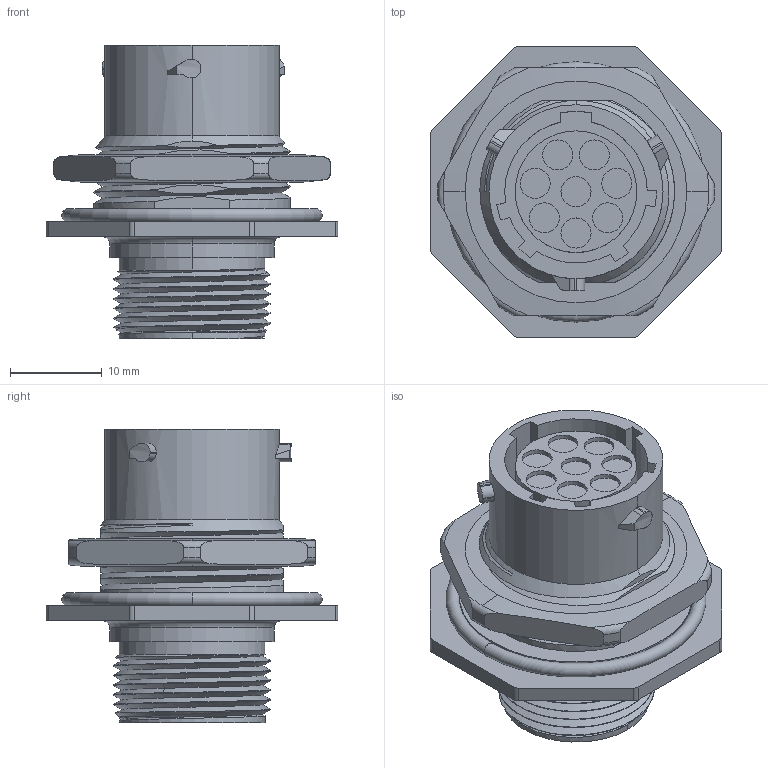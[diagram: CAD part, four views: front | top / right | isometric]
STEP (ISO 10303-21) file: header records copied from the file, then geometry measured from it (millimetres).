
FILE_DESCRIPTION((''),'2;1');
FILE_NAME('UT07128SHX_CATALOGUE','2010-11-19T',('Gsineau'),('SOURIAU'),'PRO/ENGINEER BY PARAMETRIC TECHNOLOGY CORPORATION, 2010140','PRO/ENGINEER BY PARAMETRIC TECHNOLOGY CORPORATION, 2010140','');
FILE_SCHEMA(('CONFIG_CONTROL_DESIGN'));
Length unit declared in the file: millimetre
Products named in the file (1): UT07128SHX_CATALOGUE
Bounding box: 31.75 x 31.75 x 32 mm (x, y, z)
Volume: 8896.5 mm3; surface area: 6252.7 mm2
Topology: 1 solids, 2 shells, 228 faces, 584 edges, 386 vertices
Faces by surface type: cylinder 105, plane 87, torus 18, cone 9, bspline 9
Entity records: 9722 total; most frequent: CARTESIAN_POINT 4241, ORIENTED_EDGE 1168, DIRECTION 1086, EDGE_CURVE 584, AXIS2_PLACEMENT_3D 429, VERTEX_POINT 386, EDGE_LOOP 256, VECTOR 228
